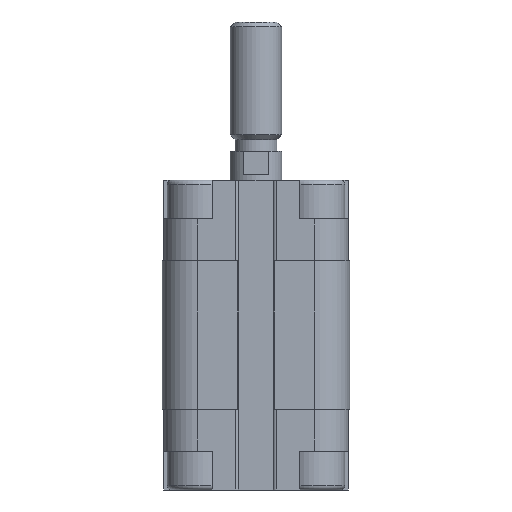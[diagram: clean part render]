
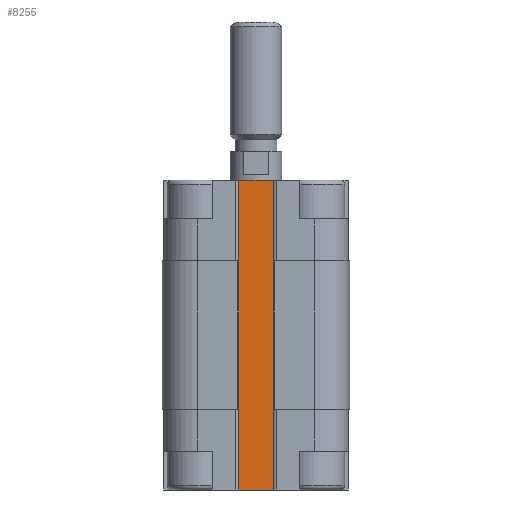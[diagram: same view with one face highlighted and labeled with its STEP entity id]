
A CAD part, front view. The second image highlights one B-rep face of the part: STEP entity #8255.
In plain terms, the highlighted face is planar.
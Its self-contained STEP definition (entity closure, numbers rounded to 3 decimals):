
#154=LINE('',#12505,#914);
#185=LINE('',#12640,#945);
#186=LINE('',#12645,#946);
#254=LINE('',#12811,#1014);
#255=LINE('',#12813,#1015);
#256=LINE('',#12815,#1016);
#257=LINE('',#12817,#1017);
#258=LINE('',#12819,#1018);
#259=LINE('',#12821,#1019);
#260=LINE('',#12823,#1020);
#261=LINE('',#12825,#1021);
#262=LINE('',#12826,#1022);
#914=VECTOR('',#9718,1000.);
#945=VECTOR('',#9831,1000.);
#946=VECTOR('',#9836,1000.);
#1014=VECTOR('',#9998,1000.);
#1015=VECTOR('',#10001,1000.);
#1016=VECTOR('',#10002,1000.);
#1017=VECTOR('',#10003,1000.);
#1018=VECTOR('',#10004,1000.);
#1019=VECTOR('',#10005,1000.);
#1020=VECTOR('',#10006,1000.);
#1021=VECTOR('',#10007,1000.);
#1022=VECTOR('',#10008,1000.);
#1609=PLANE('',#8860);
#2732=ORIENTED_EDGE('',*,*,#4889,.F.);
#2733=ORIENTED_EDGE('',*,*,#5043,.F.);
#2734=ORIENTED_EDGE('',*,*,#4956,.F.);
#2735=ORIENTED_EDGE('',*,*,#5044,.F.);
#2736=ORIENTED_EDGE('',*,*,#5045,.T.);
#2737=ORIENTED_EDGE('',*,*,#5046,.F.);
#2738=ORIENTED_EDGE('',*,*,#5047,.T.);
#2739=ORIENTED_EDGE('',*,*,#5048,.T.);
#2740=ORIENTED_EDGE('',*,*,#5049,.T.);
#2741=ORIENTED_EDGE('',*,*,#5050,.T.);
#2742=ORIENTED_EDGE('',*,*,#4958,.F.);
#2743=ORIENTED_EDGE('',*,*,#5051,.T.);
#4889=EDGE_CURVE('',#6082,#6083,#154,.T.);
#4956=EDGE_CURVE('',#6145,#6142,#185,.T.);
#4958=EDGE_CURVE('',#6147,#6148,#186,.T.);
#5043=EDGE_CURVE('',#6142,#6082,#254,.T.);
#5044=EDGE_CURVE('',#6199,#6145,#255,.T.);
#5045=EDGE_CURVE('',#6199,#6200,#256,.T.);
#5046=EDGE_CURVE('',#6201,#6200,#257,.T.);
#5047=EDGE_CURVE('',#6201,#6202,#258,.T.);
#5048=EDGE_CURVE('',#6202,#6203,#259,.T.);
#5049=EDGE_CURVE('',#6203,#6204,#260,.T.);
#5050=EDGE_CURVE('',#6204,#6148,#261,.T.);
#5051=EDGE_CURVE('',#6147,#6083,#262,.T.);
#6082=VERTEX_POINT('',#12504);
#6083=VERTEX_POINT('',#12506);
#6142=VERTEX_POINT('',#12634);
#6145=VERTEX_POINT('',#12639);
#6147=VERTEX_POINT('',#12644);
#6148=VERTEX_POINT('',#12646);
#6199=VERTEX_POINT('',#12814);
#6200=VERTEX_POINT('',#12816);
#6201=VERTEX_POINT('',#12818);
#6202=VERTEX_POINT('',#12820);
#6203=VERTEX_POINT('',#12822);
#6204=VERTEX_POINT('',#12824);
#7056=EDGE_LOOP('',(#2732,#2733,#2734,#2735,#2736,#2737,#2738,#2739,#2740,
#2741,#2742,#2743));
#7650=FACE_BOUND('',#7056,.T.);
#8255=ADVANCED_FACE('',(#7650),#1609,.T.);
#8860=AXIS2_PLACEMENT_3D('',#12812,#9999,#10000);
#9718=DIRECTION('',(-1.,0.,0.));
#9831=DIRECTION('',(-1.,0.,0.));
#9836=DIRECTION('',(-1.,0.,0.));
#9998=DIRECTION('',(0.,0.,1.));
#9999=DIRECTION('',(0.,1.,0.));
#10000=DIRECTION('',(0.,0.,1.));
#10001=DIRECTION('',(0.,0.,1.));
#10002=DIRECTION('',(-1.,0.,0.));
#10003=DIRECTION('',(0.,0.,1.));
#10004=DIRECTION('',(-1.,0.,0.));
#10005=DIRECTION('',(0.,0.,1.));
#10006=DIRECTION('',(-1.,0.,0.));
#10007=DIRECTION('',(0.,0.,1.));
#10008=DIRECTION('',(0.,0.,1.));
#12504=CARTESIAN_POINT('',(3.,9.5,0.));
#12505=CARTESIAN_POINT('',(3.,9.5,0.));
#12506=CARTESIAN_POINT('',(-3.,9.5,0.));
#12634=CARTESIAN_POINT('',(3.,9.5,-12.5));
#12639=CARTESIAN_POINT('',(3.2,9.5,-12.5));
#12640=CARTESIAN_POINT('',(3.2,9.5,-12.5));
#12644=CARTESIAN_POINT('',(-3.,9.5,-12.5));
#12645=CARTESIAN_POINT('',(-9.,9.5,-12.5));
#12646=CARTESIAN_POINT('',(-3.2,9.5,-12.5));
#12811=CARTESIAN_POINT('',(3.,9.5,-12.5));
#12812=CARTESIAN_POINT('',(3.,9.5,-12.5));
#12813=CARTESIAN_POINT('',(3.2,9.5,-35.5));
#12814=CARTESIAN_POINT('',(3.2,9.5,-35.5));
#12815=CARTESIAN_POINT('',(3.2,9.5,-35.5));
#12816=CARTESIAN_POINT('',(3.,9.5,-35.5));
#12817=CARTESIAN_POINT('',(3.,9.5,-48.));
#12818=CARTESIAN_POINT('',(3.,9.5,-48.));
#12819=CARTESIAN_POINT('',(3.,9.5,-48.));
#12820=CARTESIAN_POINT('',(-3.,9.5,-48.));
#12821=CARTESIAN_POINT('',(-3.,9.5,-48.));
#12822=CARTESIAN_POINT('',(-3.,9.5,-35.5));
#12823=CARTESIAN_POINT('',(3.2,9.5,-35.5));
#12824=CARTESIAN_POINT('',(-3.2,9.5,-35.5));
#12825=CARTESIAN_POINT('',(-3.2,9.5,-35.5));
#12826=CARTESIAN_POINT('',(-3.,9.5,-12.5));
